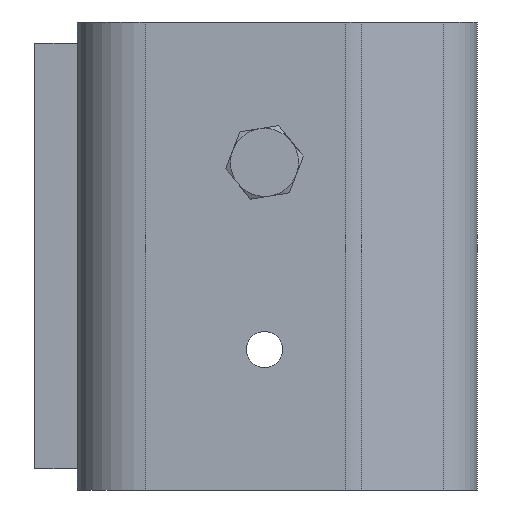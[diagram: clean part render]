
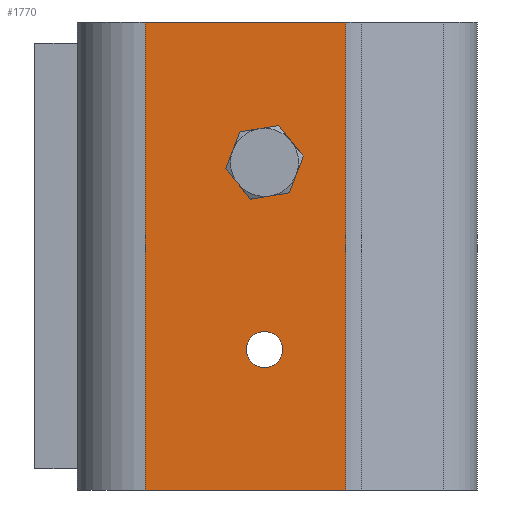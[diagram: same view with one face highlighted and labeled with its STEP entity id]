
A CAD part, left-side view. The second image highlights one B-rep face of the part: STEP entity #1770.
In plain terms, the highlighted planar face has unit normal (-1, 0, 0).
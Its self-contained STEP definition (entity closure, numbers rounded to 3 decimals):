
#14 = DIRECTION ( 'NONE',  ( -1., 0., 0. ) ) ;
#22 = DIRECTION ( 'NONE',  ( 0., 0., 1. ) ) ;
#42 = VERTEX_POINT ( 'NONE', #2479 ) ;
#54 = DIRECTION ( 'NONE',  ( 0., 0., 1. ) ) ;
#65 = CARTESIAN_POINT ( 'NONE',  ( -92.44, 102.279, 274.007 ) ) ;
#92 = DIRECTION ( 'NONE',  ( -1., 0., 0. ) ) ;
#105 = CARTESIAN_POINT ( 'NONE',  ( -92.44, 121.339, 197.007 ) ) ;
#126 = DIRECTION ( 'NONE',  ( -1., 0., 0. ) ) ;
#134 = VERTEX_POINT ( 'NONE', #3331 ) ;
#297 = CARTESIAN_POINT ( 'NONE',  ( -92.44, 102.279, 319.007 ) ) ;
#320 = DIRECTION ( 'NONE',  ( 0., 0., 1. ) ) ;
#361 = ORIENTED_EDGE ( 'NONE', *, *, #1941, .F. ) ;
#421 = CARTESIAN_POINT ( 'NONE',  ( -92.44, 121.339, 197.007 ) ) ;
#462 = VERTEX_POINT ( 'NONE', #65 ) ;
#542 = EDGE_CURVE ( 'NONE', #1557, #1555, #1346, .T. ) ;
#585 = FACE_BOUND ( 'NONE', #603, .T. ) ;
#603 = EDGE_LOOP ( 'NONE', ( #779, #361 ) ) ;
#638 = LINE ( 'NONE', #2648, #3439 ) ;
#658 = EDGE_CURVE ( 'NONE', #42, #462, #638, .T. ) ;
#661 = CARTESIAN_POINT ( 'NONE',  ( -92.44, 121.339, 241.007 ) ) ;
#768 = ORIENTED_EDGE ( 'NONE', *, *, #542, .F. ) ;
#779 = ORIENTED_EDGE ( 'NONE', *, *, #2968, .F. ) ;
#782 = AXIS2_PLACEMENT_3D ( 'NONE', #421, #1236, #3396 ) ;
#882 = CARTESIAN_POINT ( 'NONE',  ( -92.44, 121.339, 241.007 ) ) ;
#1073 = CARTESIAN_POINT ( 'NONE',  ( -92.44, 121.339, 236.007 ) ) ;
#1236 = DIRECTION ( 'NONE',  ( -1., 0., 0. ) ) ;
#1346 = CIRCLE ( 'NONE', #1870, 4.25 ) ;
#1555 = VERTEX_POINT ( 'NONE', #2780 ) ;
#1557 = VERTEX_POINT ( 'NONE', #3127 ) ;
#1571 = EDGE_LOOP ( 'NONE', ( #1775, #3200, #3377, #1851 ) ) ;
#1654 = CIRCLE ( 'NONE', #3238, 5. ) ;
#1741 = LINE ( 'NONE', #1944, #2083 ) ;
#1770 = ADVANCED_FACE ( 'NONE', ( #2262, #585, #3392 ), #3266, .T. ) ;
#1775 = ORIENTED_EDGE ( 'NONE', *, *, #2187, .T. ) ;
#1800 = EDGE_LOOP ( 'NONE', ( #2383, #768 ) ) ;
#1822 = LINE ( 'NONE', #297, #1908 ) ;
#1851 = ORIENTED_EDGE ( 'NONE', *, *, #658, .F. ) ;
#1870 = AXIS2_PLACEMENT_3D ( 'NONE', #105, #126, #1982 ) ;
#1908 = VECTOR ( 'NONE', #54, 1000. ) ;
#1941 = EDGE_CURVE ( 'NONE', #3324, #134, #1654, .T. ) ;
#1944 = CARTESIAN_POINT ( 'NONE',  ( -92.44, 102.279, 164.007 ) ) ;
#1951 = VECTOR ( 'NONE', #2766, 1000. ) ;
#1982 = DIRECTION ( 'NONE',  ( 0., 0., 1. ) ) ;
#2081 = AXIS2_PLACEMENT_3D ( 'NONE', #661, #2864, #3135 ) ;
#2083 = VECTOR ( 'NONE', #3034, 1000. ) ;
#2103 = DIRECTION ( 'NONE',  ( 0., -1., 0. ) ) ;
#2187 = EDGE_CURVE ( 'NONE', #42, #2388, #2414, .T. ) ;
#2220 = EDGE_CURVE ( 'NONE', #2640, #462, #1822, .T. ) ;
#2262 = FACE_BOUND ( 'NONE', #1800, .T. ) ;
#2270 = CARTESIAN_POINT ( 'NONE',  ( -92.44, 149.339, 164.007 ) ) ;
#2288 = AXIS2_PLACEMENT_3D ( 'NONE', #2487, #14, #22 ) ;
#2383 = ORIENTED_EDGE ( 'NONE', *, *, #2924, .F. ) ;
#2388 = VERTEX_POINT ( 'NONE', #2270 ) ;
#2414 = LINE ( 'NONE', #3020, #1951 ) ;
#2479 = CARTESIAN_POINT ( 'NONE',  ( -92.44, 149.339, 274.007 ) ) ;
#2487 = CARTESIAN_POINT ( 'NONE',  ( -92.44, 11.447, 319.007 ) ) ;
#2640 = VERTEX_POINT ( 'NONE', #3199 ) ;
#2648 = CARTESIAN_POINT ( 'NONE',  ( -92.44, 149.339, 274.007 ) ) ;
#2755 = EDGE_CURVE ( 'NONE', #2640, #2388, #1741, .T. ) ;
#2766 = DIRECTION ( 'NONE',  ( 0., 0., -1. ) ) ;
#2780 = CARTESIAN_POINT ( 'NONE',  ( -92.44, 121.339, 201.257 ) ) ;
#2864 = DIRECTION ( 'NONE',  ( -1., 0., 0. ) ) ;
#2924 = EDGE_CURVE ( 'NONE', #1555, #1557, #3496, .T. ) ;
#2968 = EDGE_CURVE ( 'NONE', #134, #3324, #3205, .T. ) ;
#3020 = CARTESIAN_POINT ( 'NONE',  ( -92.44, 149.339, 319.007 ) ) ;
#3034 = DIRECTION ( 'NONE',  ( 0., 1., 0. ) ) ;
#3127 = CARTESIAN_POINT ( 'NONE',  ( -92.44, 121.339, 192.757 ) ) ;
#3135 = DIRECTION ( 'NONE',  ( 0., 0., 1. ) ) ;
#3199 = CARTESIAN_POINT ( 'NONE',  ( -92.44, 102.279, 164.007 ) ) ;
#3200 = ORIENTED_EDGE ( 'NONE', *, *, #2755, .F. ) ;
#3205 = CIRCLE ( 'NONE', #2081, 5. ) ;
#3238 = AXIS2_PLACEMENT_3D ( 'NONE', #882, #92, #320 ) ;
#3266 = PLANE ( 'NONE',  #2288 ) ;
#3324 = VERTEX_POINT ( 'NONE', #1073 ) ;
#3331 = CARTESIAN_POINT ( 'NONE',  ( -92.44, 121.339, 246.007 ) ) ;
#3377 = ORIENTED_EDGE ( 'NONE', *, *, #2220, .T. ) ;
#3392 = FACE_OUTER_BOUND ( 'NONE', #1571, .T. ) ;
#3396 = DIRECTION ( 'NONE',  ( 0., 0., 1. ) ) ;
#3439 = VECTOR ( 'NONE', #2103, 1000. ) ;
#3496 = CIRCLE ( 'NONE', #782, 4.25 ) ;
